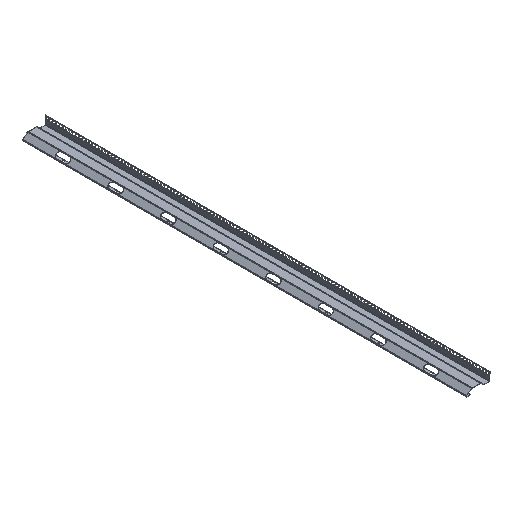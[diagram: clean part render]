
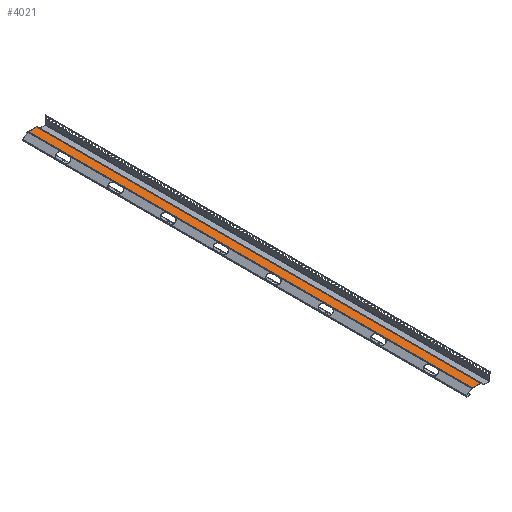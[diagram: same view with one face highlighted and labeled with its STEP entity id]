
A CAD part, isometric view. The second image highlights one B-rep face of the part: STEP entity #4021.
In plain terms, the highlighted planar face has unit normal (0, 0, 1).
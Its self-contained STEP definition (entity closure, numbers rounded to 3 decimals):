
#260 = VERTEX_POINT ( 'NONE', #12072 ) ;
#634 = VERTEX_POINT ( 'NONE', #16021 ) ;
#733 = ORIENTED_EDGE ( 'NONE', *, *, #13715, .T. ) ;
#743 = DIRECTION ( 'NONE',  ( 0., 0., 1. ) ) ;
#1277 = VECTOR ( 'NONE', #4370, 1000. ) ;
#2398 = DIRECTION ( 'NONE',  ( 1., 0., 0. ) ) ;
#4021 = ADVANCED_FACE ( 'NONE', ( #4192 ), #10880, .T. ) ;
#4192 = FACE_OUTER_BOUND ( 'NONE', #11771, .T. ) ;
#4370 = DIRECTION ( 'NONE',  ( 1., 0., 0. ) ) ;
#4919 = EDGE_CURVE ( 'NONE', #634, #15581, #7493, .T. ) ;
#5607 = EDGE_CURVE ( 'NONE', #15581, #13108, #8392, .T. ) ;
#6021 = LINE ( 'NONE', #12824, #6811 ) ;
#6811 = VECTOR ( 'NONE', #19618, 1000. ) ;
#6994 = VECTOR ( 'NONE', #21967, 1000. ) ;
#7493 = LINE ( 'NONE', #16179, #1277 ) ;
#8392 = LINE ( 'NONE', #15180, #6994 ) ;
#8628 = ORIENTED_EDGE ( 'NONE', *, *, #4919, .T. ) ;
#10880 = PLANE ( 'NONE',  #12284 ) ;
#11771 = EDGE_LOOP ( 'NONE', ( #8628, #13075, #733, #18377 ) ) ;
#12072 = CARTESIAN_POINT ( 'NONE',  ( -15.912, 845., 0. ) ) ;
#12284 = AXIS2_PLACEMENT_3D ( 'NONE', #17681, #743, #2398 ) ;
#12824 = CARTESIAN_POINT ( 'NONE',  ( -15.912, 845., 0. ) ) ;
#13075 = ORIENTED_EDGE ( 'NONE', *, *, #5607, .T. ) ;
#13108 = VERTEX_POINT ( 'NONE', #19771 ) ;
#13715 = EDGE_CURVE ( 'NONE', #13108, #260, #15277, .T. ) ;
#13747 = CARTESIAN_POINT ( 'NONE',  ( 16.257, -845., 0. ) ) ;
#14951 = CARTESIAN_POINT ( 'NONE',  ( 19., 845., 0. ) ) ;
#15180 = CARTESIAN_POINT ( 'NONE',  ( 16.257, -845., 0. ) ) ;
#15277 = LINE ( 'NONE', #14951, #18530 ) ;
#15581 = VERTEX_POINT ( 'NONE', #13747 ) ;
#16021 = CARTESIAN_POINT ( 'NONE',  ( -15.912, -845., 0. ) ) ;
#16179 = CARTESIAN_POINT ( 'NONE',  ( 19., -845., 0. ) ) ;
#17681 = CARTESIAN_POINT ( 'NONE',  ( 0., 0., 0. ) ) ;
#18377 = ORIENTED_EDGE ( 'NONE', *, *, #20576, .T. ) ;
#18518 = DIRECTION ( 'NONE',  ( -1., 0., 0. ) ) ;
#18530 = VECTOR ( 'NONE', #18518, 1000. ) ;
#19618 = DIRECTION ( 'NONE',  ( 0., -1., 0. ) ) ;
#19771 = CARTESIAN_POINT ( 'NONE',  ( 16.257, 845., 0. ) ) ;
#20576 = EDGE_CURVE ( 'NONE', #260, #634, #6021, .T. ) ;
#21967 = DIRECTION ( 'NONE',  ( 0., 1., 0. ) ) ;
